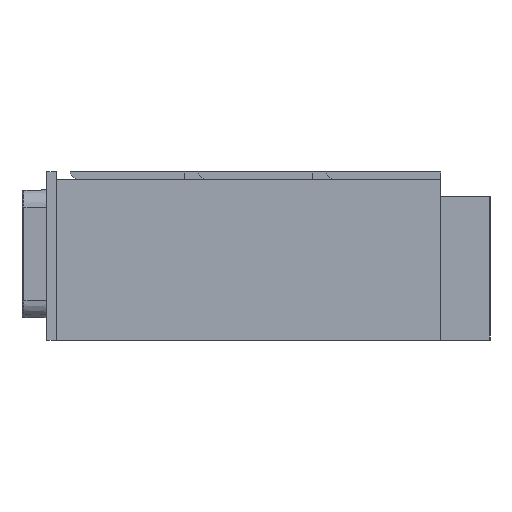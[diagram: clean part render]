
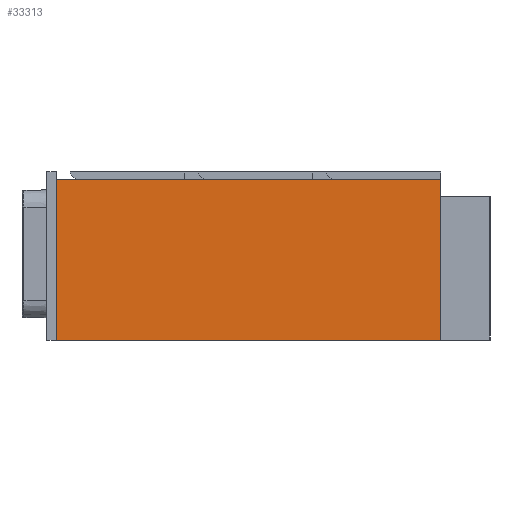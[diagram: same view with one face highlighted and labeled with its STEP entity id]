
A CAD part, left-side view. The second image highlights one B-rep face of the part: STEP entity #33313.
In plain terms, the highlighted planar face has unit normal (-1, 0, 0).
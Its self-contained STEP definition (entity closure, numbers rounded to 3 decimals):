
#4289 = LINE ( 'NONE', #54456, #19186 ) ;
#4823 = AXIS2_PLACEMENT_3D ( 'NONE', #30539, #46987, #21010 ) ;
#13796 = DIRECTION ( 'NONE',  ( 0., 0., -1. ) ) ;
#14179 = VERTEX_POINT ( 'NONE', #67969 ) ;
#17647 = VECTOR ( 'NONE', #24000, 1000. ) ;
#18708 = FACE_OUTER_BOUND ( 'NONE', #50755, .T. ) ;
#19146 = CARTESIAN_POINT ( 'NONE',  ( -894., 390., 325. ) ) ;
#19186 = VECTOR ( 'NONE', #33802, 1000. ) ;
#21010 = DIRECTION ( 'NONE',  ( 0., 0., 1. ) ) ;
#24000 = DIRECTION ( 'NONE',  ( 0., 1., 0. ) ) ;
#30485 = CARTESIAN_POINT ( 'NONE',  ( -894., -390., 325. ) ) ;
#30539 = CARTESIAN_POINT ( 'NONE',  ( -894., 390., 325. ) ) ;
#30852 = LINE ( 'NONE', #66630, #17647 ) ;
#33313 = ADVANCED_FACE ( 'NONE', ( #18708 ), #52755, .T. ) ;
#33514 = VECTOR ( 'NONE', #52356, 1000. ) ;
#33568 = VECTOR ( 'NONE', #13796, 1000. ) ;
#33802 = DIRECTION ( 'NONE',  ( 0., 1., 0. ) ) ;
#35635 = EDGE_CURVE ( 'NONE', #51494, #54860, #60108, .T. ) ;
#41825 = LINE ( 'NONE', #68543, #33514 ) ;
#44100 = VERTEX_POINT ( 'NONE', #30485 ) ;
#46987 = DIRECTION ( 'NONE',  ( -1., 0., 0. ) ) ;
#49349 = CARTESIAN_POINT ( 'NONE',  ( -894., 390., 0. ) ) ;
#50510 = ORIENTED_EDGE ( 'NONE', *, *, #51196, .T. ) ;
#50755 = EDGE_LOOP ( 'NONE', ( #54937, #62233, #50510, #66452 ) ) ;
#51196 = EDGE_CURVE ( 'NONE', #44100, #51494, #30852, .T. ) ;
#51494 = VERTEX_POINT ( 'NONE', #19146 ) ;
#52356 = DIRECTION ( 'NONE',  ( 0., 0., -1. ) ) ;
#52755 = PLANE ( 'NONE',  #4823 ) ;
#54456 = CARTESIAN_POINT ( 'NONE',  ( -894., 390., 0. ) ) ;
#54860 = VERTEX_POINT ( 'NONE', #49349 ) ;
#54937 = ORIENTED_EDGE ( 'NONE', *, *, #56974, .F. ) ;
#56974 = EDGE_CURVE ( 'NONE', #14179, #54860, #4289, .T. ) ;
#60108 = LINE ( 'NONE', #61754, #33568 ) ;
#61754 = CARTESIAN_POINT ( 'NONE',  ( -894., 390., 325. ) ) ;
#62233 = ORIENTED_EDGE ( 'NONE', *, *, #66695, .F. ) ;
#66452 = ORIENTED_EDGE ( 'NONE', *, *, #35635, .T. ) ;
#66630 = CARTESIAN_POINT ( 'NONE',  ( -894., 390., 325. ) ) ;
#66695 = EDGE_CURVE ( 'NONE', #44100, #14179, #41825, .T. ) ;
#67969 = CARTESIAN_POINT ( 'NONE',  ( -894., -390., 0. ) ) ;
#68543 = CARTESIAN_POINT ( 'NONE',  ( -894., -390., 325. ) ) ;
